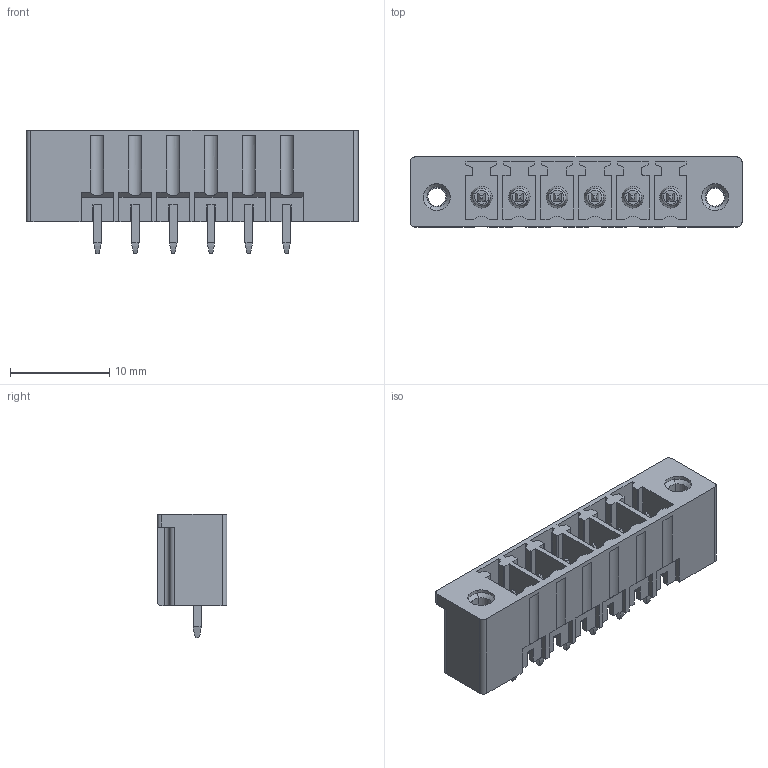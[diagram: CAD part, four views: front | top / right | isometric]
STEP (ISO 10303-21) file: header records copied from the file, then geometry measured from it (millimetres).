
FILE_DESCRIPTION(('CATIA V5 STEP Exchange','CAx-IF Rec.Pracs.--- Model Styling and Organization---1.2---2011-12-15'),'2;1');
FILE_NAME ('D1456278_0', '2018-09-29T06:26:15+00:00', ('none'), ('Weidmueller'), 'CATIA Version 5-6 Release 2014', 'CATIA V5 STEP AP214', 'none');
FILE_SCHEMA(('AUTOMOTIVE_DESIGN { 1 0 10303 214 1 1 1 1 }'));
Length unit declared in the file: millimetre
Products named in the file (1): 1793740000
Bounding box: 33.45 x 7.05 x 12.4 mm (x, y, z)
Volume: 1173.5 mm3; surface area: 2658.7 mm2
Topology: 7 solids, 7 shells, 481 faces, 1364 edges, 917 vertices
Faces by surface type: plane 336, cylinder 117, cone 16, torus 12
Entity records: 14613 total; most frequent: CARTESIAN_POINT 2871, ORIENTED_EDGE 2728, DIRECTION 1900, EDGE_CURVE 1364, VECTOR 1082, LINE 1082, VERTEX_POINT 917, AXIS2_PLACEMENT_3D 524
